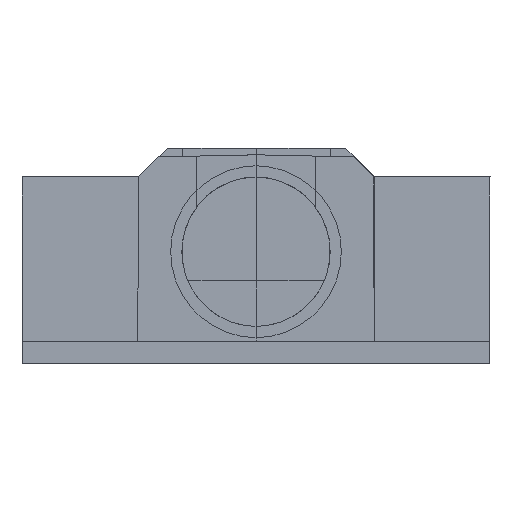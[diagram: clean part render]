
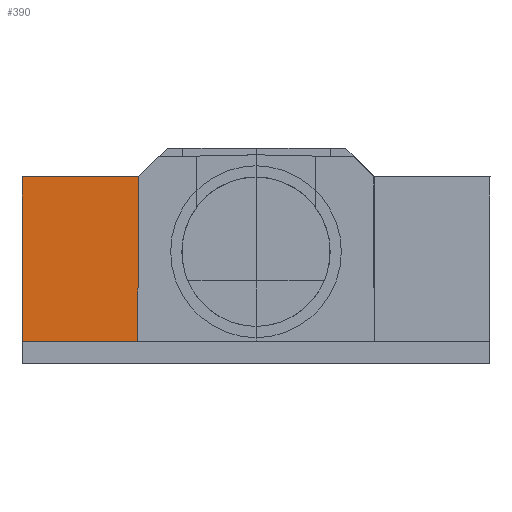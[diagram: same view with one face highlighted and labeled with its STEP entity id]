
A CAD part, front view. The second image highlights one B-rep face of the part: STEP entity #390.
In plain terms, the highlighted planar face has unit normal (0, -1, 0).
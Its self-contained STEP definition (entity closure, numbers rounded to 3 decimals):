
#390=ADVANCED_FACE('',(#698),#4638,.T.);
#698=FACE_OUTER_BOUND('',#1013,.T.);
#1013=EDGE_LOOP('',(#1793,#1794,#1795,#1796));
#1793=ORIENTED_EDGE('',*,*,#2972,.T.);
#1794=ORIENTED_EDGE('',*,*,#2974,.T.);
#1795=ORIENTED_EDGE('',*,*,#2966,.T.);
#1796=ORIENTED_EDGE('',*,*,#2969,.T.);
#2966=EDGE_CURVE('',#4249,#4251,#3643,.T.);
#2969=EDGE_CURVE('',#4251,#4253,#3646,.T.);
#2972=EDGE_CURVE('',#4253,#4255,#3649,.T.);
#2974=EDGE_CURVE('',#4255,#4249,#3651,.T.);
#3643=B_SPLINE_CURVE_WITH_KNOTS('',1,(#6956,#6957),.UNSPECIFIED.,.F.,.F.,
(2,2),(116.745,132.214),.UNSPECIFIED.);
#3646=B_SPLINE_CURVE_WITH_KNOTS('',1,(#6962,#6963),.UNSPECIFIED.,.F.,.F.,
(2,2),(132.214,154.21),.UNSPECIFIED.);
#3649=B_SPLINE_CURVE_WITH_KNOTS('',1,(#6968,#6969),.UNSPECIFIED.,.F.,.F.,
(2,2),(-15.641,-0.001),.UNSPECIFIED.);
#3651=B_SPLINE_CURVE_WITH_KNOTS('',1,(#6972,#6973),.UNSPECIFIED.,.F.,.F.,
(2,2),(94.75,116.745),.UNSPECIFIED.);
#4249=VERTEX_POINT('',#6943);
#4251=VERTEX_POINT('',#6945);
#4253=VERTEX_POINT('',#6947);
#4255=VERTEX_POINT('',#6949);
#4638=PLANE('',#5229);
#5229=AXIS2_PLACEMENT_3D('',#6939,#5625,$);
#5625=DIRECTION('',(0.,-1.,0.));
#6939=CARTESIAN_POINT('',(-7.826,-191.898,-0.457));
#6943=CARTESIAN_POINT('',(0.005,-191.898,2.964));
#6945=CARTESIAN_POINT('',(15.474,-191.898,2.964));
#6947=CARTESIAN_POINT('',(15.641,-191.898,24.959));
#6949=CARTESIAN_POINT('',(0.001,-191.898,24.959));
#6956=CARTESIAN_POINT('',(0.005,-191.898,2.964));
#6957=CARTESIAN_POINT('',(15.474,-191.898,2.964));
#6962=CARTESIAN_POINT('',(15.474,-191.898,2.964));
#6963=CARTESIAN_POINT('',(15.641,-191.898,24.959));
#6968=CARTESIAN_POINT('',(15.641,-191.898,24.959));
#6969=CARTESIAN_POINT('',(0.001,-191.898,24.959));
#6972=CARTESIAN_POINT('',(0.001,-191.898,24.959));
#6973=CARTESIAN_POINT('',(0.005,-191.898,2.964));
